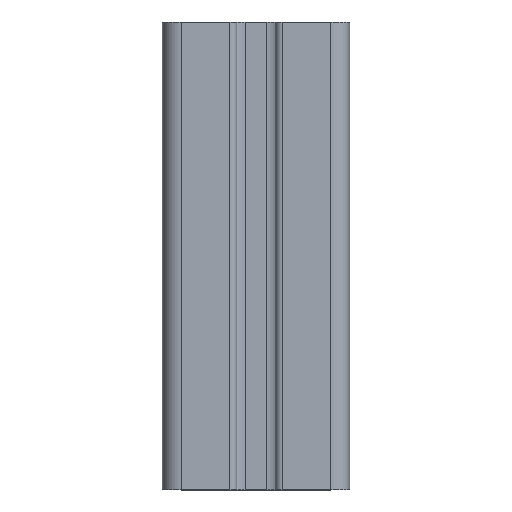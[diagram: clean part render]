
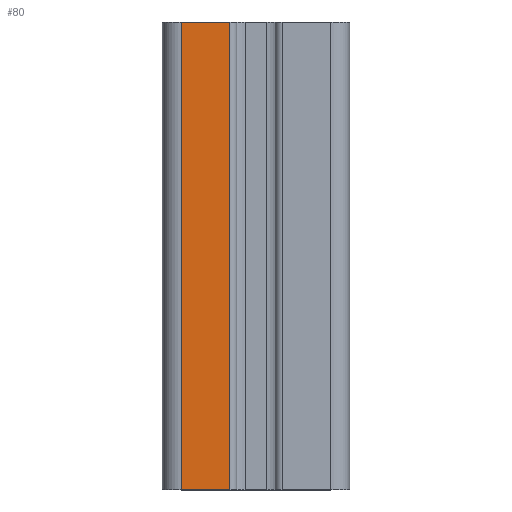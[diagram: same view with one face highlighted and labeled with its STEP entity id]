
A CAD part, top view. The second image highlights one B-rep face of the part: STEP entity #80.
In plain terms, the highlighted planar face has unit normal (0, 0, 1).
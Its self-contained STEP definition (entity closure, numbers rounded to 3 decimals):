
#80 = ADVANCED_FACE( '', ( #170 ), #171, .T. );
#170 = FACE_OUTER_BOUND( '', #267, .T. );
#171 = PLANE( '', #268 );
#267 = EDGE_LOOP( '', ( #445, #446, #447, #448 ) );
#268 = AXIS2_PLACEMENT_3D( '', #449, #450, #451 );
#445 = ORIENTED_EDGE( '', *, *, #648, .F. );
#446 = ORIENTED_EDGE( '', *, *, #594, .F. );
#447 = ORIENTED_EDGE( '', *, *, #623, .T. );
#448 = ORIENTED_EDGE( '', *, *, #642, .T. );
#449 = CARTESIAN_POINT( '', ( -16., 100., 8. ) );
#450 = DIRECTION( '', ( 0., 0., 1. ) );
#451 = DIRECTION( '', ( 0., -1., 0. ) );
#594 = EDGE_CURVE( '', #710, #706, #712, .T. );
#623 = EDGE_CURVE( '', #710, #760, #761, .T. );
#642 = EDGE_CURVE( '', #760, #787, #789, .T. );
#648 = EDGE_CURVE( '', #706, #787, #797, .T. );
#706 = VERTEX_POINT( '', #869 );
#710 = VERTEX_POINT( '', #874 );
#712 = LINE( '', #876, #877 );
#760 = VERTEX_POINT( '', #939 );
#761 = LINE( '', #940, #941 );
#787 = VERTEX_POINT( '', #972 );
#789 = LINE( '', #974, #975 );
#797 = LINE( '', #985, #986 );
#869 = CARTESIAN_POINT( '', ( -5.6, 0., 8. ) );
#874 = CARTESIAN_POINT( '', ( -5.6, 100., 8. ) );
#876 = CARTESIAN_POINT( '', ( -5.6, 100., 8. ) );
#877 = VECTOR( '', #1062, 1000. );
#939 = CARTESIAN_POINT( '', ( -16., 100., 8. ) );
#940 = CARTESIAN_POINT( '', ( -16., 100., 8. ) );
#941 = VECTOR( '', #1098, 1000. );
#972 = CARTESIAN_POINT( '', ( -16., 0., 8. ) );
#974 = CARTESIAN_POINT( '', ( -16., 100., 8. ) );
#975 = VECTOR( '', #1137, 1000. );
#985 = CARTESIAN_POINT( '', ( -16., 0., 8. ) );
#986 = VECTOR( '', #1143, 1000. );
#1062 = DIRECTION( '', ( 0., -1., 0. ) );
#1098 = DIRECTION( '', ( -1., 0., 0. ) );
#1137 = DIRECTION( '', ( 0., -1., 0. ) );
#1143 = DIRECTION( '', ( -1., 0., 0. ) );
